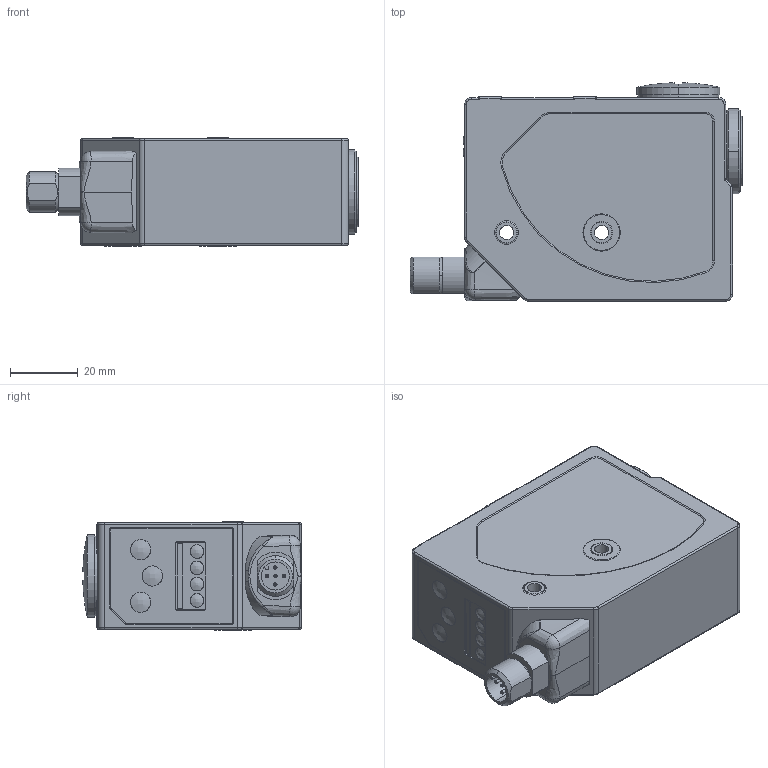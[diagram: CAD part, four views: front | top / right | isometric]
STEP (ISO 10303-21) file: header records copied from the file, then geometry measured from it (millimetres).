
FILE_DESCRIPTION (( 'STEP AP214' ), '1' );
FILE_NAME ('TL46-WL-815L.step', '2016-07-06T16:18:18', ( '' ), ( '' ), 'SwSTEP 2.0', 'SolidWorks 2016', '' );
FILE_SCHEMA (( 'AUTOMOTIVE_DESIGN' ));
Length unit declared in the file: millimetre
Products named in the file (1): TL46-WL-815L
Bounding box: 97.9 x 64.37 x 31.9 mm (x, y, z)
Volume: 148579.3 mm3; surface area: 21888.4 mm2
Topology: 7 solids, 7 shells, 346 faces, 789 edges, 489 vertices
Faces by surface type: cylinder 134, plane 101, torus 49, bspline 31, cone 23, sphere 8
Entity records: 12078 total; most frequent: CARTESIAN_POINT 4215, DIRECTION 1671, ORIENTED_EDGE 1574, EDGE_CURVE 787, AXIS2_PLACEMENT_3D 675, VERTEX_POINT 489, EDGE_LOOP 384, CIRCLE 359
